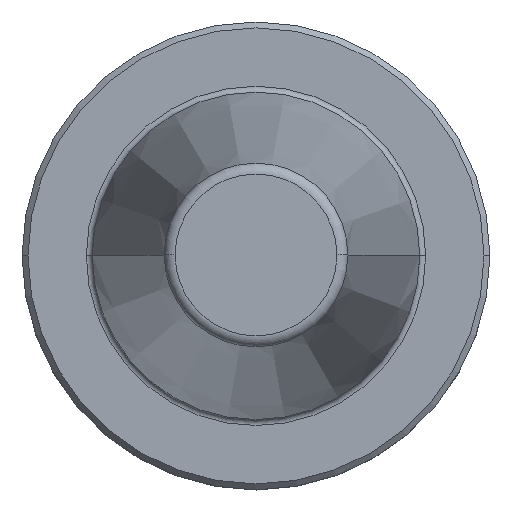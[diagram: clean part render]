
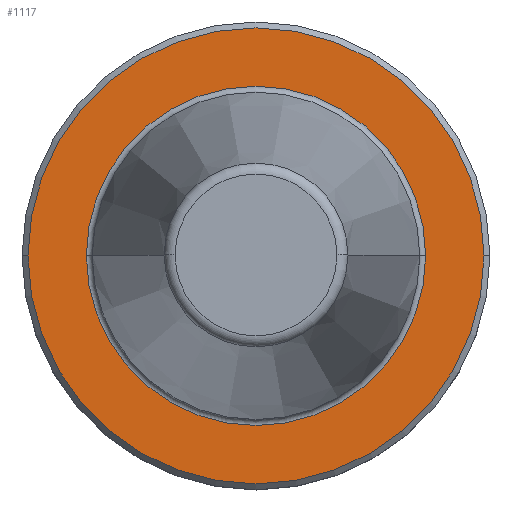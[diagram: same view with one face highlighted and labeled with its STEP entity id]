
A CAD part, top view. The second image highlights one B-rep face of the part: STEP entity #1117.
In plain terms, the highlighted planar face has unit normal (0, 0, 1).
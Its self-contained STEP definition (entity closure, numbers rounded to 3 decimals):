
#332=CARTESIAN_POINT('',(0.,0.,-3.17));
#333=DIRECTION('',(0.,0.,-1.));
#334=DIRECTION('',(1.,0.,0.));
#335=AXIS2_PLACEMENT_3D('',#332,#333,#334);
#348=CARTESIAN_POINT('',(0.,0.,-3.17));
#349=DIRECTION('',(0.,0.,1.));
#350=DIRECTION('',(1.,0.,0.));
#351=AXIS2_PLACEMENT_3D('',#348,#349,#350);
#356=CARTESIAN_POINT('',(0.,0.,-3.17));
#357=DIRECTION('',(0.,0.,-1.));
#358=DIRECTION('',(1.,0.,0.));
#359=AXIS2_PLACEMENT_3D('',#356,#357,#358);
#488=CARTESIAN_POINT('',(0.,0.,-3.17));
#489=DIRECTION('',(0.,0.,1.));
#490=DIRECTION('',(1.,0.,0.));
#491=AXIS2_PLACEMENT_3D('',#488,#489,#490);
#756=CARTESIAN_POINT('',(23.025,0.,-3.17));
#757=VERTEX_POINT('',#756);
#758=CARTESIAN_POINT('',(-23.025,0.,-3.17));
#759=VERTEX_POINT('',#758);
#768=CARTESIAN_POINT('',(30.95,0.,-3.17));
#769=CARTESIAN_POINT('',(-30.95,0.,-3.17));
#770=VERTEX_POINT('',#768);
#771=VERTEX_POINT('',#769);
#1101=CARTESIAN_POINT('',(0.,0.,-3.17));
#1102=DIRECTION('',(0.,0.,-1.));
#1103=DIRECTION('',(-1.,0.,0.));
#1104=AXIS2_PLACEMENT_3D('',#1101,#1102,#1103);
#1105=PLANE('',#1104);
#1106=ORIENTED_EDGE('',*,*,#1091,.T.);
#1108=ORIENTED_EDGE('',*,*,#1107,.F.);
#1109=EDGE_LOOP('',(#1106,#1108));
#1110=FACE_OUTER_BOUND('',#1109,.F.);
#1112=ORIENTED_EDGE('',*,*,#1111,.T.);
#1114=ORIENTED_EDGE('',*,*,#1113,.F.);
#1115=EDGE_LOOP('',(#1112,#1114));
#1116=FACE_BOUND('',#1115,.F.);
#336=CIRCLE('',#335,30.95);
#352=CIRCLE('',#351,23.025);
#360=CIRCLE('',#359,23.025);
#492=CIRCLE('',#491,30.95);
#1091=EDGE_CURVE('',#770,#771,#336,.T.);
#1107=EDGE_CURVE('',#770,#771,#492,.T.);
#1111=EDGE_CURVE('',#757,#759,#352,.T.);
#1113=EDGE_CURVE('',#757,#759,#360,.T.);
#1117=ADVANCED_FACE('',(#1110,#1116),#1105,.F.);
